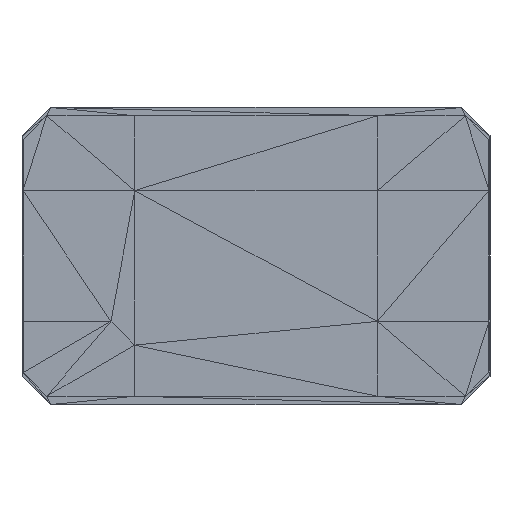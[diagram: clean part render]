
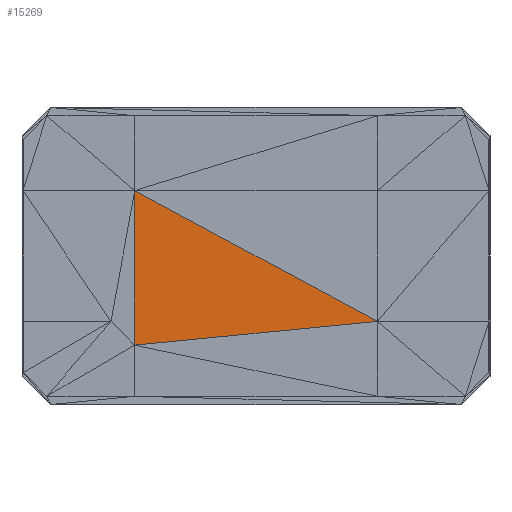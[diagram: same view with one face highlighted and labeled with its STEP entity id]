
A CAD part, front view. The second image highlights one B-rep face of the part: STEP entity #15269.
In plain terms, the highlighted planar face has unit normal (0, -1, 0).
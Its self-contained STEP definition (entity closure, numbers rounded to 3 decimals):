
#1055=FACE_OUTER_BOUND('',#2347,.T.);
#2347=EDGE_LOOP('',(#12181,#12182,#12183));
#4277=LINE('',#24714,#6215);
#4282=LINE('',#24724,#6220);
#4283=LINE('',#24725,#6221);
#6215=VECTOR('',#20579,1.);
#6220=VECTOR('',#20594,1.);
#6221=VECTOR('',#20595,1.);
#7058=VERTEX_POINT('',#24329);
#7102=VERTEX_POINT('',#24473);
#7109=VERTEX_POINT('',#24513);
#8801=EDGE_CURVE('',#7109,#7102,#4277,.T.);
#8806=EDGE_CURVE('',#7058,#7109,#4282,.T.);
#8807=EDGE_CURVE('',#7058,#7102,#4283,.T.);
#12181=ORIENTED_EDGE('',*,*,#8806,.F.);
#12182=ORIENTED_EDGE('',*,*,#8807,.T.);
#12183=ORIENTED_EDGE('',*,*,#8801,.F.);
#13977=PLANE('',#16575);
#15269=ADVANCED_FACE('',(#1055),#13977,.T.);
#16575=AXIS2_PLACEMENT_3D('',#24723,#20592,#20593);
#20579=DIRECTION('',(0.88,0.,-0.475));
#20592=DIRECTION('center_axis',(0.,-1.,0.));
#20593=DIRECTION('ref_axis',(0.,0.,-1.));
#20594=DIRECTION('',(0.,0.,1.));
#20595=DIRECTION('',(0.995,0.,0.098));
#24329=CARTESIAN_POINT('',(0.9,0.,-2.54));
#24473=CARTESIAN_POINT('',(3.491,0.,-2.286));
#24513=CARTESIAN_POINT('',(0.9,0.,-0.889));
#24714=CARTESIAN_POINT('',(0.9,0.,-0.889));
#24723=CARTESIAN_POINT('Origin',(3.491,0.,-2.286));
#24724=CARTESIAN_POINT('',(0.9,0.,-2.54));
#24725=CARTESIAN_POINT('',(0.9,0.,-2.54));
